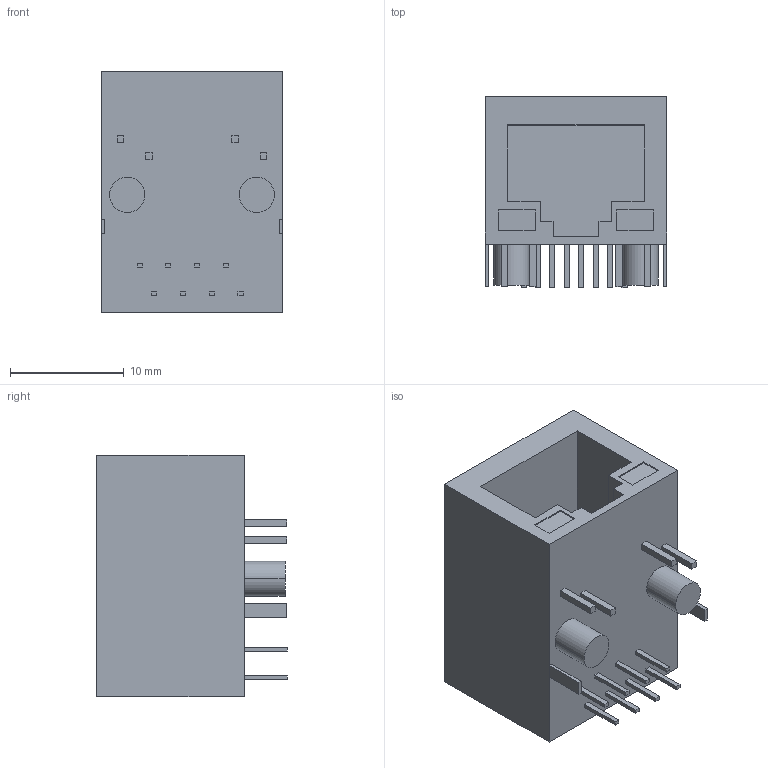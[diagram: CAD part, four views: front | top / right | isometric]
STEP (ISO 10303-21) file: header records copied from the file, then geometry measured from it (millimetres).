
FILE_DESCRIPTION (( 'STEP AP214' ), '1' );
FILE_NAME ('User Library-RMS-001L-08A0-GY.STEP', '2016-06-09T05:52:56', ( 'Windows User' ), ( '' ), 'SwSTEP 2.0', 'SolidWorks 2016', '' );
FILE_SCHEMA (( 'AUTOMOTIVE_DESIGN' ));
Length unit declared in the file: millimetre
Products named in the file (6): User Library-RMS-001L-08A0-GY_SignalPin; User Library-RMS-001L-08A0-GY_LEDpin; User Library-RMS-001L-08A0-GY_MechPin; User Library-RMS-001L-08A0-GY_CasePin; User Library-RMS-001L-08A0-GY_body; User Library-RMS-001L-08A0-GY
Assembly tree (17 placements, depth 2):
  User Library-RMS-001L-08A0-GY
    User Library-RMS-001L-08A0-GY_body
    User Library-RMS-001L-08A0-GY_CasePin  x2
    User Library-RMS-001L-08A0-GY_MechPin  x2
    User Library-RMS-001L-08A0-GY_LEDpin  x4
    User Library-RMS-001L-08A0-GY_SignalPin  x8
Bounding box: 16 x 16.8 x 21.3 mm (x, y, z)
Volume: 3455.6 mm3; surface area: 2334.7 mm2
Topology: 17 solids, 17 shells, 121 faces, 252 edges, 168 vertices
Faces by surface type: plane 117, cylinder 4
Entity records: 2291 total; most frequent: CARTESIAN_POINT 261, DIRECTION 260, ORIENTED_EDGE 228, EDGE_CURVE 114, VECTOR 110, LINE 110, VERTEX_POINT 76, AXIS2_PLACEMENT_3D 75
